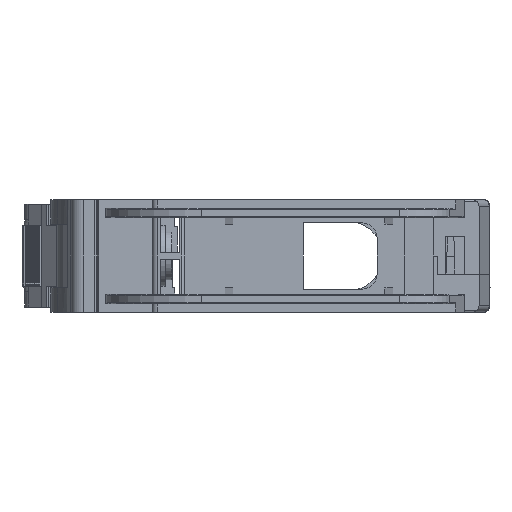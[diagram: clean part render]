
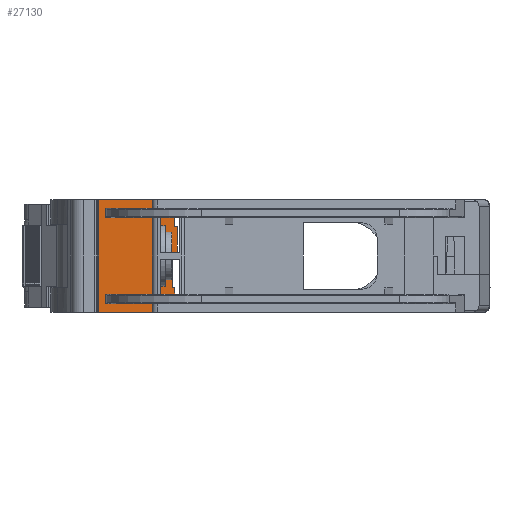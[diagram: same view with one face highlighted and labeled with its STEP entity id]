
A CAD part, left-side view. The second image highlights one B-rep face of the part: STEP entity #27130.
In plain terms, the highlighted planar face has unit normal (-1, 0, 0).
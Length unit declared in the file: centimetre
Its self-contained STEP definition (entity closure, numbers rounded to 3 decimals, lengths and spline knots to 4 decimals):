
#431 = DIRECTION ( 'NONE',  ( 0., 0., 1. ) ) ;
#588 = DIRECTION ( 'NONE',  ( 0., 1., 0. ) ) ;
#592 = CARTESIAN_POINT ( 'NONE',  ( -2.2465, 2.2803, -0.88 ) ) ;
#677 = CARTESIAN_POINT ( 'NONE',  ( -2.2465, 7.4839, 0. ) ) ;
#685 = DIRECTION ( 'NONE',  ( 0., 1., 0. ) ) ;
#1183 = CARTESIAN_POINT ( 'NONE',  ( -2.2465, 4.9305, -0.89 ) ) ;
#2257 = AXIS2_PLACEMENT_3D ( 'NONE', #8739, #9352, #9215 ) ;
#2533 = LINE ( 'NONE', #47091, #13398 ) ;
#4184 = EDGE_CURVE ( 'NONE', #13114, #12442, #41797, .T. ) ;
#4617 = VECTOR ( 'NONE', #18099, 100. ) ;
#4627 = VECTOR ( 'NONE', #588, 100. ) ;
#4774 = VECTOR ( 'NONE', #685, 100. ) ;
#5833 = VECTOR ( 'NONE', #15104, 100. ) ;
#8739 = CARTESIAN_POINT ( 'NONE',  ( -2.2465, 7.4839, -0.89 ) ) ;
#9132 = PLANE ( 'NONE',  #2257 ) ;
#9215 = DIRECTION ( 'NONE',  ( 0., 0., 1. ) ) ;
#9352 = DIRECTION ( 'NONE',  ( -1., 0., 0. ) ) ;
#12367 = VERTEX_POINT ( 'NONE', #34333 ) ;
#12437 = VERTEX_POINT ( 'NONE', #33902 ) ;
#12442 = VERTEX_POINT ( 'NONE', #33735 ) ;
#12461 = VERTEX_POINT ( 'NONE', #34098 ) ;
#12816 = VERTEX_POINT ( 'NONE', #34048 ) ;
#13066 = VERTEX_POINT ( 'NONE', #34041 ) ;
#13114 = VERTEX_POINT ( 'NONE', #34096 ) ;
#13398 = VECTOR ( 'NONE', #47078, 100. ) ;
#13471 = EDGE_CURVE ( 'NONE', #12437, #41030, #14698, .T. ) ;
#13684 = EDGE_CURVE ( 'NONE', #41123, #12816, #25604, .T. ) ;
#13721 = EDGE_CURVE ( 'NONE', #12442, #12461, #25644, .T. ) ;
#13747 = EDGE_CURVE ( 'NONE', #41030, #40748, #25667, .T. ) ;
#13855 = EDGE_CURVE ( 'NONE', #41054, #12816, #25789, .T. ) ;
#13980 = EDGE_CURVE ( 'NONE', #13066, #41054, #25921, .T. ) ;
#14074 = EDGE_CURVE ( 'NONE', #12461, #13066, #26002, .T. ) ;
#14090 = EDGE_CURVE ( 'NONE', #41123, #40748, #26026, .T. ) ;
#14190 = EDGE_CURVE ( 'NONE', #13114, #12367, #26151, .T. ) ;
#14343 = EDGE_CURVE ( 'NONE', #12437, #12367, #2533, .T. ) ;
#14698 = LINE ( 'NONE', #34198, #33667 ) ;
#15104 = DIRECTION ( 'NONE',  ( 0., 0., 1. ) ) ;
#15181 = CARTESIAN_POINT ( 'NONE',  ( -2.2465, 4.9414, -0.89 ) ) ;
#18006 = CARTESIAN_POINT ( 'NONE',  ( -2.2465, 2.4839, -1.38 ) ) ;
#18099 = DIRECTION ( 'NONE',  ( 0., -1., 0. ) ) ;
#25604 = LINE ( 'NONE', #18006, #4617 ) ;
#25644 = LINE ( 'NONE', #677, #4774 ) ;
#25667 = LINE ( 'NONE', #592, #4627 ) ;
#25789 = LINE ( 'NONE', #1183, #47401 ) ;
#25921 = LINE ( 'NONE', #58833, #47535 ) ;
#26002 = LINE ( 'NONE', #59261, #52635 ) ;
#26026 = LINE ( 'NONE', #59316, #52669 ) ;
#26151 = LINE ( 'NONE', #46542, #52720 ) ;
#27130 = ADVANCED_FACE ( 'NONE', ( #50410 ), #9132, .T. ) ;
#33667 = VECTOR ( 'NONE', #34068, 100. ) ;
#33735 = CARTESIAN_POINT ( 'NONE',  ( -2.2465, 4.9414, 0. ) ) ;
#33902 = CARTESIAN_POINT ( 'NONE',  ( -2.2465, 4.8897, -0.74 ) ) ;
#34041 = CARTESIAN_POINT ( 'NONE',  ( -2.2465, 6.1209, -1.76 ) ) ;
#34048 = CARTESIAN_POINT ( 'NONE',  ( -2.2465, 4.9305, -1.38 ) ) ;
#34068 = DIRECTION ( 'NONE',  ( 0., 0.016, -1. ) ) ;
#34096 = CARTESIAN_POINT ( 'NONE',  ( -2.2465, 4.9414, -0.4143 ) ) ;
#34098 = CARTESIAN_POINT ( 'NONE',  ( -2.2465, 6.1209, 0. ) ) ;
#34198 = CARTESIAN_POINT ( 'NONE',  ( -2.2465, 4.8897, -0.74 ) ) ;
#34333 = CARTESIAN_POINT ( 'NONE',  ( -2.2465, 4.8897, -0.4143 ) ) ;
#40748 = VERTEX_POINT ( 'NONE', #45162 ) ;
#41030 = VERTEX_POINT ( 'NONE', #45340 ) ;
#41054 = VERTEX_POINT ( 'NONE', #45353 ) ;
#41123 = VERTEX_POINT ( 'NONE', #45388 ) ;
#41460 = EDGE_LOOP ( 'NONE', ( #57765, #56387, #57760, #56421, #56363, #56396, #57700, #57713, #56393, #56346, #57756 ) ) ;
#41797 = LINE ( 'NONE', #15181, #5833 ) ;
#45162 = CARTESIAN_POINT ( 'NONE',  ( -2.2465, 4.9705, -0.88 ) ) ;
#45340 = CARTESIAN_POINT ( 'NONE',  ( -2.2465, 4.892, -0.88 ) ) ;
#45353 = CARTESIAN_POINT ( 'NONE',  ( -2.2465, 4.9305, -1.76 ) ) ;
#45388 = CARTESIAN_POINT ( 'NONE',  ( -2.2465, 4.9705, -1.38 ) ) ;
#46483 = DIRECTION ( 'NONE',  ( 0., -1., 0. ) ) ;
#46542 = CARTESIAN_POINT ( 'NONE',  ( -2.2465, 2.4839, -0.4143 ) ) ;
#47078 = DIRECTION ( 'NONE',  ( 0., 0., 1. ) ) ;
#47091 = CARTESIAN_POINT ( 'NONE',  ( -2.2465, 4.8897, -0.89 ) ) ;
#47401 = VECTOR ( 'NONE', #431, 100. ) ;
#47535 = VECTOR ( 'NONE', #58128, 100. ) ;
#50410 = FACE_OUTER_BOUND ( 'NONE', #41460, .T. ) ;
#52635 = VECTOR ( 'NONE', #59379, 100. ) ;
#52669 = VECTOR ( 'NONE', #59311, 100. ) ;
#52720 = VECTOR ( 'NONE', #46483, 100. ) ;
#56346 = ORIENTED_EDGE ( 'NONE', *, *, #14190, .F. ) ;
#56363 = ORIENTED_EDGE ( 'NONE', *, *, #13684, .F. ) ;
#56387 = ORIENTED_EDGE ( 'NONE', *, *, #14074, .T. ) ;
#56393 = ORIENTED_EDGE ( 'NONE', *, *, #14343, .T. ) ;
#56396 = ORIENTED_EDGE ( 'NONE', *, *, #14090, .T. ) ;
#56421 = ORIENTED_EDGE ( 'NONE', *, *, #13855, .T. ) ;
#57700 = ORIENTED_EDGE ( 'NONE', *, *, #13747, .F. ) ;
#57713 = ORIENTED_EDGE ( 'NONE', *, *, #13471, .F. ) ;
#57756 = ORIENTED_EDGE ( 'NONE', *, *, #4184, .T. ) ;
#57760 = ORIENTED_EDGE ( 'NONE', *, *, #13980, .T. ) ;
#57765 = ORIENTED_EDGE ( 'NONE', *, *, #13721, .T. ) ;
#58128 = DIRECTION ( 'NONE',  ( 0., -1., 0. ) ) ;
#58833 = CARTESIAN_POINT ( 'NONE',  ( -2.2465, 7.4839, -1.76 ) ) ;
#59261 = CARTESIAN_POINT ( 'NONE',  ( -2.2465, 6.1209, -0.89 ) ) ;
#59311 = DIRECTION ( 'NONE',  ( 0., 0., 1. ) ) ;
#59316 = CARTESIAN_POINT ( 'NONE',  ( -2.2465, 4.9705, -0.89 ) ) ;
#59379 = DIRECTION ( 'NONE',  ( 0., 0., -1. ) ) ;
